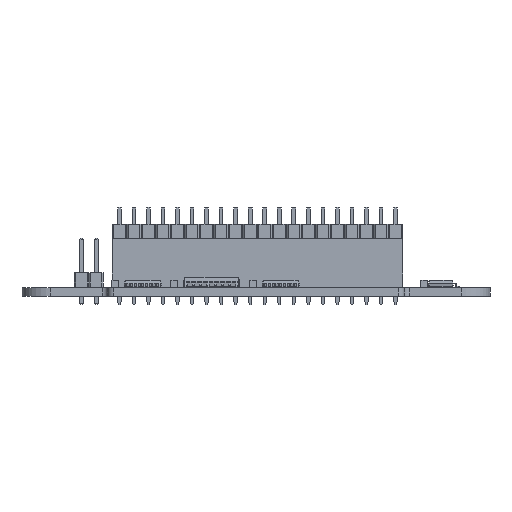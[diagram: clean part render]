
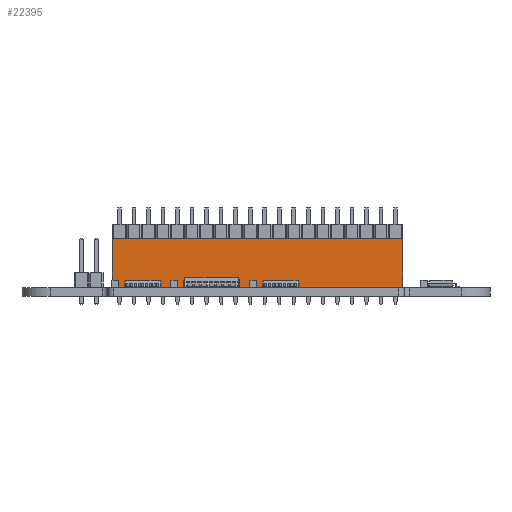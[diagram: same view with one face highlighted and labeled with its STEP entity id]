
A CAD part, front view. The second image highlights one B-rep face of the part: STEP entity #22395.
In plain terms, the highlighted face is planar.
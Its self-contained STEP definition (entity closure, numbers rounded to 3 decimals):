
#20172 = VERTEX_POINT('',#20173);
#20173 = CARTESIAN_POINT('',(-1.27,-49.53,0.));
#20181 = EDGE_CURVE('',#20172,#20182,#20184,.T.);
#20182 = VERTEX_POINT('',#20183);
#20183 = CARTESIAN_POINT('',(-1.27,-49.53,8.5));
#20184 = LINE('',#20185,#20186);
#20185 = CARTESIAN_POINT('',(-1.27,-49.53,0.));
#20186 = VECTOR('',#20187,1.);
#20187 = DIRECTION('',(0.,0.,1.));
#20244 = VERTEX_POINT('',#20245);
#20245 = CARTESIAN_POINT('',(-1.27,1.27,8.5));
#20251 = EDGE_CURVE('',#20252,#20244,#20254,.T.);
#20252 = VERTEX_POINT('',#20253);
#20253 = CARTESIAN_POINT('',(-1.27,1.27,0.));
#20254 = LINE('',#20255,#20256);
#20255 = CARTESIAN_POINT('',(-1.27,1.27,0.));
#20256 = VECTOR('',#20257,1.);
#20257 = DIRECTION('',(0.,0.,1.));
#20316 = EDGE_CURVE('',#20244,#20182,#20317,.T.);
#20317 = LINE('',#20318,#20319);
#20318 = CARTESIAN_POINT('',(-1.27,1.27,8.5));
#20319 = VECTOR('',#20320,1.);
#20320 = DIRECTION('',(0.,-1.,0.));
#21019 = EDGE_CURVE('',#20252,#20172,#21020,.T.);
#21020 = LINE('',#21021,#21022);
#21021 = CARTESIAN_POINT('',(-1.27,1.27,0.));
#21022 = VECTOR('',#21023,1.);
#21023 = DIRECTION('',(0.,-1.,0.));
#22395 = ADVANCED_FACE('',(#22396),#22402,.F.);
#22396 = FACE_BOUND('',#22397,.F.);
#22397 = EDGE_LOOP('',(#22398,#22399,#22400,#22401));
#22398 = ORIENTED_EDGE('',*,*,#20251,.T.);
#22399 = ORIENTED_EDGE('',*,*,#20316,.T.);
#22400 = ORIENTED_EDGE('',*,*,#20181,.F.);
#22401 = ORIENTED_EDGE('',*,*,#21019,.F.);
#22402 = PLANE('',#22403);
#22403 = AXIS2_PLACEMENT_3D('',#22404,#22405,#22406);
#22404 = CARTESIAN_POINT('',(-1.27,1.27,0.));
#22405 = DIRECTION('',(1.,0.,0.));
#22406 = DIRECTION('',(0.,-1.,0.));
